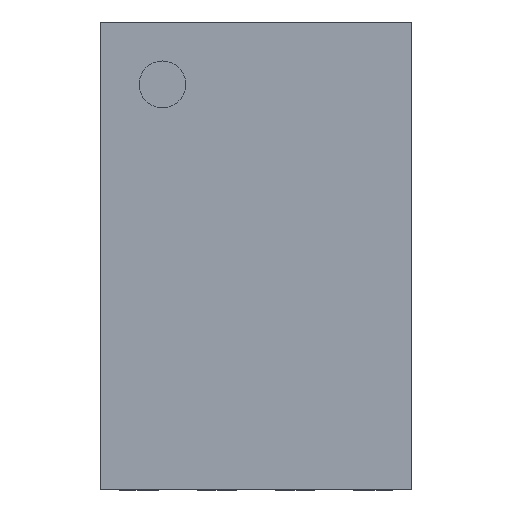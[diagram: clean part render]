
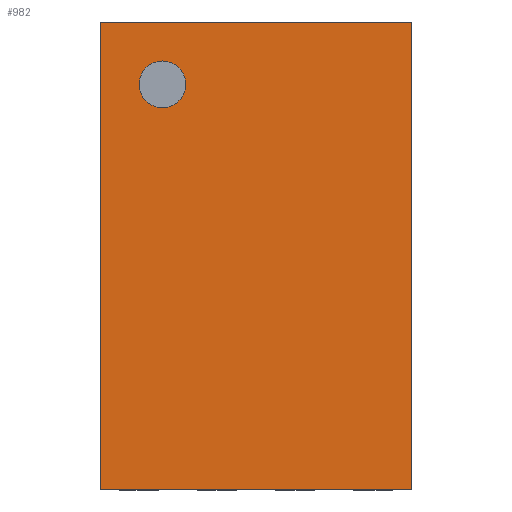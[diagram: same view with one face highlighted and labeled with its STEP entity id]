
A CAD part, top view. The second image highlights one B-rep face of the part: STEP entity #982.
In plain terms, the highlighted planar face has unit normal (0, 0, 1).
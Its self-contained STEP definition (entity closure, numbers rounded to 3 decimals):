
#15 = EDGE_LOOP ( 'NONE', ( #405, #1173 ) ) ;
#103 = CARTESIAN_POINT ( 'NONE',  ( 1., -1.5, 1. ) ) ;
#286 = CARTESIAN_POINT ( 'NONE',  ( -0.75, 1.1, 1. ) ) ;
#358 = EDGE_CURVE ( 'NONE', #2730, #466, #1520, .T. ) ;
#405 = ORIENTED_EDGE ( 'NONE', *, *, #1615, .F. ) ;
#466 = VERTEX_POINT ( 'NONE', #2888 ) ;
#982 = ADVANCED_FACE ( 'NONE', ( #4870, #3711 ), #4795, .T. ) ;
#1074 = VECTOR ( 'NONE', #5161, 1000. ) ;
#1173 = ORIENTED_EDGE ( 'NONE', *, *, #4286, .F. ) ;
#1445 = CARTESIAN_POINT ( 'NONE',  ( -0.45, 1.1, 1. ) ) ;
#1520 = LINE ( 'NONE', #2786, #3104 ) ;
#1552 = AXIS2_PLACEMENT_3D ( 'NONE', #5343, #3186, #2763 ) ;
#1615 = EDGE_CURVE ( 'NONE', #3781, #4108, #3405, .T. ) ;
#1776 = LINE ( 'NONE', #5009, #5147 ) ;
#1881 = AXIS2_PLACEMENT_3D ( 'NONE', #5334, #2732, #3463 ) ;
#2033 = DIRECTION ( 'NONE',  ( -1., 0., 0. ) ) ;
#2068 = CARTESIAN_POINT ( 'NONE',  ( -1., -1.5, 1. ) ) ;
#2187 = DIRECTION ( 'NONE',  ( 1., 0., 0. ) ) ;
#2402 = ORIENTED_EDGE ( 'NONE', *, *, #358, .T. ) ;
#2478 = VERTEX_POINT ( 'NONE', #2068 ) ;
#2489 = EDGE_CURVE ( 'NONE', #466, #4627, #2559, .T. ) ;
#2559 = LINE ( 'NONE', #5525, #4623 ) ;
#2730 = VERTEX_POINT ( 'NONE', #103 ) ;
#2732 = DIRECTION ( 'NONE',  ( 0., 0., 1. ) ) ;
#2763 = DIRECTION ( 'NONE',  ( 1., 0., 0. ) ) ;
#2786 = CARTESIAN_POINT ( 'NONE',  ( 1., -1.5, 1. ) ) ;
#2888 = CARTESIAN_POINT ( 'NONE',  ( 1., 1.5, 1. ) ) ;
#2914 = DIRECTION ( 'NONE',  ( 0., -1., 0. ) ) ;
#3023 = DIRECTION ( 'NONE',  ( 0., 0., 1. ) ) ;
#3104 = VECTOR ( 'NONE', #5490, 1000. ) ;
#3169 = EDGE_LOOP ( 'NONE', ( #5204, #2402, #3399, #3851 ) ) ;
#3186 = DIRECTION ( 'NONE',  ( 0., 0., 1. ) ) ;
#3368 = CIRCLE ( 'NONE', #1552, 0.15 ) ;
#3391 = CARTESIAN_POINT ( 'NONE',  ( -1., 1.5, 1. ) ) ;
#3399 = ORIENTED_EDGE ( 'NONE', *, *, #2489, .T. ) ;
#3405 = CIRCLE ( 'NONE', #1881, 0.15 ) ;
#3463 = DIRECTION ( 'NONE',  ( 1., 0., 0. ) ) ;
#3711 = FACE_OUTER_BOUND ( 'NONE', #3169, .T. ) ;
#3781 = VERTEX_POINT ( 'NONE', #286 ) ;
#3838 = EDGE_CURVE ( 'NONE', #2478, #2730, #5432, .T. ) ;
#3851 = ORIENTED_EDGE ( 'NONE', *, *, #4361, .T. ) ;
#3855 = CARTESIAN_POINT ( 'NONE',  ( -1., -1.5, 1. ) ) ;
#4108 = VERTEX_POINT ( 'NONE', #1445 ) ;
#4286 = EDGE_CURVE ( 'NONE', #4108, #3781, #3368, .T. ) ;
#4361 = EDGE_CURVE ( 'NONE', #4627, #2478, #1776, .T. ) ;
#4623 = VECTOR ( 'NONE', #2033, 1000. ) ;
#4627 = VERTEX_POINT ( 'NONE', #3391 ) ;
#4752 = CARTESIAN_POINT ( 'NONE',  ( 0., 0., 1. ) ) ;
#4795 = PLANE ( 'NONE',  #4915 ) ;
#4870 = FACE_BOUND ( 'NONE', #15, .T. ) ;
#4915 = AXIS2_PLACEMENT_3D ( 'NONE', #4752, #3023, #2187 ) ;
#5009 = CARTESIAN_POINT ( 'NONE',  ( -1., 1.5, 1. ) ) ;
#5147 = VECTOR ( 'NONE', #2914, 1000. ) ;
#5161 = DIRECTION ( 'NONE',  ( 1., 0., 0. ) ) ;
#5204 = ORIENTED_EDGE ( 'NONE', *, *, #3838, .T. ) ;
#5334 = CARTESIAN_POINT ( 'NONE',  ( -0.6, 1.1, 1. ) ) ;
#5343 = CARTESIAN_POINT ( 'NONE',  ( -0.6, 1.1, 1. ) ) ;
#5432 = LINE ( 'NONE', #3855, #1074 ) ;
#5490 = DIRECTION ( 'NONE',  ( 0., 1., 0. ) ) ;
#5525 = CARTESIAN_POINT ( 'NONE',  ( 1., 1.5, 1. ) ) ;
